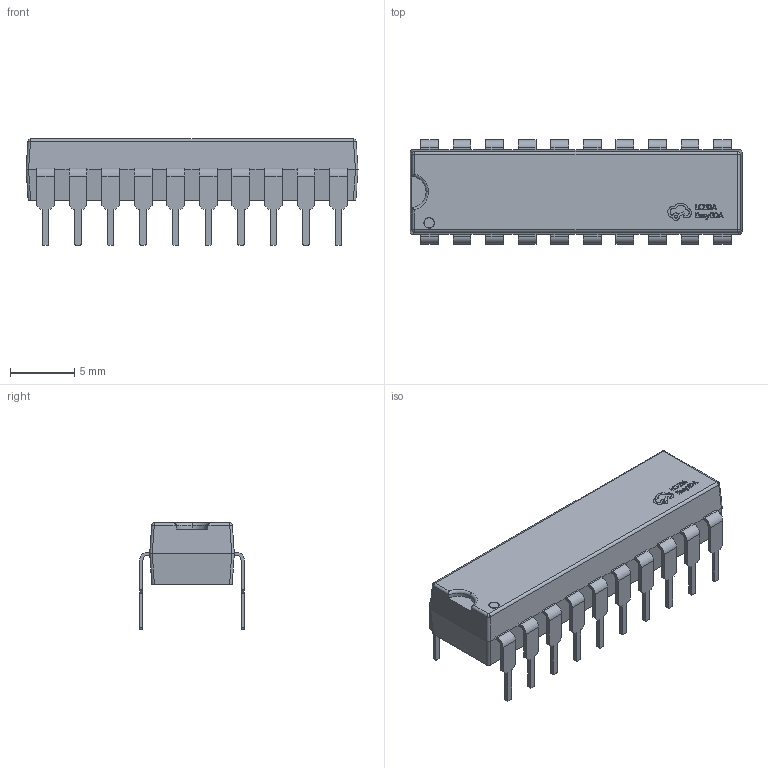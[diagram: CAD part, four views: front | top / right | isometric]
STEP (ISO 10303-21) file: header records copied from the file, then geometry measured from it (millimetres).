
FILE_DESCRIPTION (( 'STEP AP214' ), '1' );
FILE_NAME ('PDIP-20_L25.9-W6.6-P2.54-LS7.9-BL.step', '2022-06-21T14:22:09', ( '' ), ( '' ), 'SwSTEP 2.0', 'SolidWorks 2020', '' );
FILE_SCHEMA (( 'AUTOMOTIVE_DESIGN' ));
Length unit declared in the file: millimetre
Products named in the file (1): PDIP-20_L25.9-W6.6-P2.54-LS7.9-BL
Bounding box: 25.9 x 8.15 x 8.31 mm (x, y, z)
Volume: 823.8 mm3; surface area: 933.4 mm2
Topology: 1 solids, 1 shells, 658 faces, 1866 edges, 1237 vertices
Faces by surface type: plane 443, bspline 112, cylinder 95, torus 4, sphere 4
Entity records: 29639 total; most frequent: CARTESIAN_POINT 5912, ORIENTED_EDGE 3732, DIRECTION 2903, EDGE_CURVE 1866, LINE 1439, VECTOR 1439, VERTEX_POINT 1237, AXIS2_PLACEMENT_3D 732
